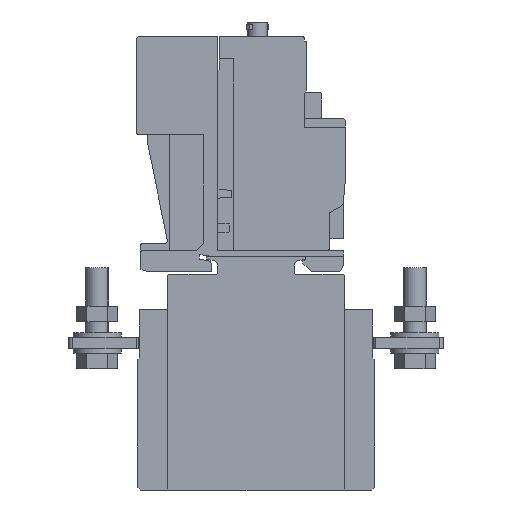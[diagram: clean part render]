
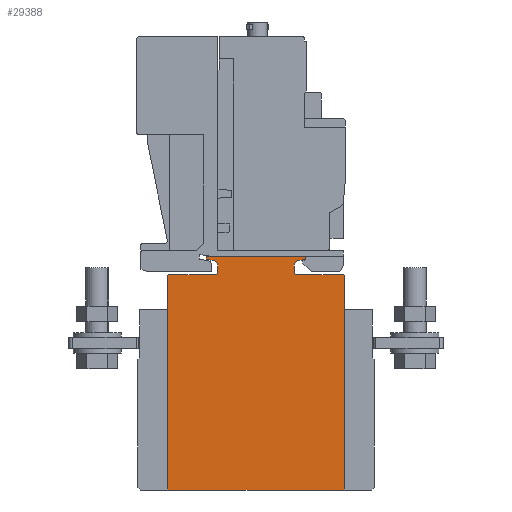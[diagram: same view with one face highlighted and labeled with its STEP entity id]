
A CAD part, left-side view. The second image highlights one B-rep face of the part: STEP entity #29388.
In plain terms, the highlighted planar face has unit normal (-1, 0, 0).
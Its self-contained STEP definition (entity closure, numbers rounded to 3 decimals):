
#27835=CARTESIAN_POINT('',(0.0,31.,0.0));
#27836=VERTEX_POINT('',#27835);
#27843=CARTESIAN_POINT('',(0.0,31.,75.5));
#27844=VERTEX_POINT('',#27843);
#27845=CARTESIAN_POINT('',(0.,31.,0.0));
#27846=DIRECTION('',(0.0,0.0,1.0));
#27847=VECTOR('',#27846,75.5);
#27848=LINE('',#27845,#27847);
#27849=EDGE_CURVE('',#27836,#27844,#27848,.T.);
#28706=CARTESIAN_POINT('',(0.0,-31.,75.5));
#28707=VERTEX_POINT('',#28706);
#28714=CARTESIAN_POINT('',(0.0,-31.,0.0));
#28715=VERTEX_POINT('',#28714);
#28716=CARTESIAN_POINT('',(0.,-31.,75.5));
#28717=DIRECTION('',(0.0,0.0,-1.0));
#28718=VECTOR('',#28717,75.5);
#28719=LINE('',#28716,#28718);
#28720=EDGE_CURVE('',#28707,#28715,#28719,.T.);
#28738=CARTESIAN_POINT('',(0.0,-31.,0.0));
#28739=DIRECTION('',(0.0,1.0,0.0));
#28740=VECTOR('',#28739,62.001);
#28741=LINE('',#28738,#28740);
#28742=EDGE_CURVE('',#28715,#27836,#28741,.T.);
#28784=CARTESIAN_POINT('',(0.0,30.7,75.8));
#28785=VERTEX_POINT('',#28784);
#28786=CARTESIAN_POINT('',(0.,31.,75.5));
#28787=DIRECTION('',(0.,-0.707,0.707));
#28788=VECTOR('',#28787,0.425);
#28789=LINE('',#28786,#28788);
#28790=EDGE_CURVE('',#27844,#28785,#28789,.T.);
#28815=CARTESIAN_POINT('',(0.0,13.999,75.8));
#28816=VERTEX_POINT('',#28815);
#28817=CARTESIAN_POINT('',(0.0,30.7,75.8));
#28818=DIRECTION('',(0.0,-1.0,0.0));
#28819=VECTOR('',#28818,16.7);
#28820=LINE('',#28817,#28819);
#28821=EDGE_CURVE('',#28785,#28816,#28820,.T.);
#28846=CARTESIAN_POINT('',(0.0,13.499,76.301));
#28847=VERTEX_POINT('',#28846);
#28848=CARTESIAN_POINT('',(0.,13.999,75.8));
#28849=DIRECTION('',(0.,-0.707,0.707));
#28850=VECTOR('',#28849,0.707);
#28851=LINE('',#28848,#28850);
#28852=EDGE_CURVE('',#28816,#28847,#28851,.T.);
#28877=CARTESIAN_POINT('',(0.0,13.499,79.236));
#28878=VERTEX_POINT('',#28877);
#28879=CARTESIAN_POINT('',(0.,13.499,76.301));
#28880=DIRECTION('',(0.0,0.0,1.0));
#28881=VECTOR('',#28880,2.935);
#28882=LINE('',#28879,#28881);
#28883=EDGE_CURVE('',#28847,#28878,#28882,.T.);
#28908=CARTESIAN_POINT('',(0.0,13.834,80.18));
#28909=VERTEX_POINT('',#28908);
#28910=CARTESIAN_POINT('',(0.,13.499,79.236));
#28911=DIRECTION('',(0.,0.334,0.943));
#28912=VECTOR('',#28911,1.002);
#28913=LINE('',#28910,#28912);
#28914=EDGE_CURVE('',#28878,#28909,#28913,.T.);
#28939=CARTESIAN_POINT('',(0.0,14.689,80.703));
#28940=VERTEX_POINT('',#28939);
#28941=CARTESIAN_POINT('',(0.,13.834,80.18));
#28942=DIRECTION('',(0.,0.853,0.522));
#28943=VECTOR('',#28942,1.002);
#28944=LINE('',#28941,#28943);
#28945=EDGE_CURVE('',#28909,#28940,#28944,.T.);
#28970=CARTESIAN_POINT('',(0.0,17.5,81.3));
#28971=VERTEX_POINT('',#28970);
#28972=CARTESIAN_POINT('',(0.,14.689,80.703));
#28973=DIRECTION('',(0.,0.978,0.208));
#28974=VECTOR('',#28973,2.874);
#28975=LINE('',#28972,#28974);
#28976=EDGE_CURVE('',#28940,#28971,#28975,.T.);
#29001=CARTESIAN_POINT('',(0.0,17.5,82.101));
#29002=VERTEX_POINT('',#29001);
#29003=CARTESIAN_POINT('',(0.,17.5,81.3));
#29004=DIRECTION('',(0.0,0.0,1.0));
#29005=VECTOR('',#29004,0.801);
#29006=LINE('',#29003,#29005);
#29007=EDGE_CURVE('',#28971,#29002,#29006,.T.);
#29032=CARTESIAN_POINT('',(0.0,17.303,82.301));
#29033=VERTEX_POINT('',#29032);
#29034=CARTESIAN_POINT('',(0.,17.5,82.101));
#29035=DIRECTION('',(0.,-0.702,0.712));
#29036=VECTOR('',#29035,0.281);
#29037=LINE('',#29034,#29036);
#29038=EDGE_CURVE('',#29002,#29033,#29037,.T.);
#29063=CARTESIAN_POINT('',(0.0,-17.3,82.301));
#29064=VERTEX_POINT('',#29063);
#29065=CARTESIAN_POINT('',(0.0,17.303,82.301));
#29066=DIRECTION('',(0.0,-1.0,0.0));
#29067=VECTOR('',#29066,34.603);
#29068=LINE('',#29065,#29067);
#29069=EDGE_CURVE('',#29033,#29064,#29068,.T.);
#29094=CARTESIAN_POINT('',(0.0,-17.5,82.101));
#29095=VERTEX_POINT('',#29094);
#29096=CARTESIAN_POINT('',(0.,-17.3,82.301));
#29097=DIRECTION('',(0.,-0.707,-0.707));
#29098=VECTOR('',#29097,0.283);
#29099=LINE('',#29096,#29098);
#29100=EDGE_CURVE('',#29064,#29095,#29099,.T.);
#29125=CARTESIAN_POINT('',(0.0,-17.5,81.3));
#29126=VERTEX_POINT('',#29125);
#29127=CARTESIAN_POINT('',(0.,-17.5,82.101));
#29128=DIRECTION('',(0.0,0.0,-1.0));
#29129=VECTOR('',#29128,0.801);
#29130=LINE('',#29127,#29129);
#29131=EDGE_CURVE('',#29095,#29126,#29130,.T.);
#29156=CARTESIAN_POINT('',(0.0,-14.689,80.703));
#29157=VERTEX_POINT('',#29156);
#29158=CARTESIAN_POINT('',(0.,-17.5,81.3));
#29159=DIRECTION('',(0.,0.978,-0.208));
#29160=VECTOR('',#29159,2.874);
#29161=LINE('',#29158,#29160);
#29162=EDGE_CURVE('',#29126,#29157,#29161,.T.);
#29187=CARTESIAN_POINT('',(0.0,-13.834,80.18));
#29188=VERTEX_POINT('',#29187);
#29189=CARTESIAN_POINT('',(0.,-14.689,80.703));
#29190=DIRECTION('',(0.,0.853,-0.522));
#29191=VECTOR('',#29190,1.002);
#29192=LINE('',#29189,#29191);
#29193=EDGE_CURVE('',#29157,#29188,#29192,.T.);
#29218=CARTESIAN_POINT('',(0.0,-13.499,79.236));
#29219=VERTEX_POINT('',#29218);
#29220=CARTESIAN_POINT('',(0.,-13.834,80.18));
#29221=DIRECTION('',(0.,0.334,-0.943));
#29222=VECTOR('',#29221,1.002);
#29223=LINE('',#29220,#29222);
#29224=EDGE_CURVE('',#29188,#29219,#29223,.T.);
#29249=CARTESIAN_POINT('',(0.0,-13.499,76.301));
#29250=VERTEX_POINT('',#29249);
#29251=CARTESIAN_POINT('',(0.,-13.499,79.236));
#29252=DIRECTION('',(0.0,0.0,-1.0));
#29253=VECTOR('',#29252,2.935);
#29254=LINE('',#29251,#29253);
#29255=EDGE_CURVE('',#29219,#29250,#29254,.T.);
#29280=CARTESIAN_POINT('',(0.0,-13.999,75.8));
#29281=VERTEX_POINT('',#29280);
#29282=CARTESIAN_POINT('',(0.,-13.499,76.301));
#29283=DIRECTION('',(0.,-0.707,-0.707));
#29284=VECTOR('',#29283,0.707);
#29285=LINE('',#29282,#29284);
#29286=EDGE_CURVE('',#29250,#29281,#29285,.T.);
#29311=CARTESIAN_POINT('',(0.0,-30.7,75.8));
#29312=VERTEX_POINT('',#29311);
#29313=CARTESIAN_POINT('',(0.0,-13.999,75.8));
#29314=DIRECTION('',(0.0,-1.0,0.0));
#29315=VECTOR('',#29314,16.7);
#29316=LINE('',#29313,#29315);
#29317=EDGE_CURVE('',#29281,#29312,#29316,.T.);
#29342=CARTESIAN_POINT('',(0.,-30.7,75.8));
#29343=DIRECTION('',(0.,-0.707,-0.707));
#29344=VECTOR('',#29343,0.425);
#29345=LINE('',#29342,#29344);
#29346=EDGE_CURVE('',#29312,#28707,#29345,.T.);
#29359=CARTESIAN_POINT('',(0.0,0.,42.091));
#29360=DIRECTION('',(-1.0,0.0,0.0));
#29361=DIRECTION('',(0.0,0.0,1.0));
#29362=AXIS2_PLACEMENT_3D('',#29359,#29360,#29361);
#29363=PLANE('',#29362);
#29364=ORIENTED_EDGE('',*,*,#28720,.F.);
#29365=ORIENTED_EDGE('',*,*,#29346,.F.);
#29366=ORIENTED_EDGE('',*,*,#29317,.F.);
#29367=ORIENTED_EDGE('',*,*,#29286,.F.);
#29368=ORIENTED_EDGE('',*,*,#29255,.F.);
#29369=ORIENTED_EDGE('',*,*,#29224,.F.);
#29370=ORIENTED_EDGE('',*,*,#29193,.F.);
#29371=ORIENTED_EDGE('',*,*,#29162,.F.);
#29372=ORIENTED_EDGE('',*,*,#29131,.F.);
#29373=ORIENTED_EDGE('',*,*,#29100,.F.);
#29374=ORIENTED_EDGE('',*,*,#29069,.F.);
#29375=ORIENTED_EDGE('',*,*,#29038,.F.);
#29376=ORIENTED_EDGE('',*,*,#29007,.F.);
#29377=ORIENTED_EDGE('',*,*,#28976,.F.);
#29378=ORIENTED_EDGE('',*,*,#28945,.F.);
#29379=ORIENTED_EDGE('',*,*,#28914,.F.);
#29380=ORIENTED_EDGE('',*,*,#28883,.F.);
#29381=ORIENTED_EDGE('',*,*,#28852,.F.);
#29382=ORIENTED_EDGE('',*,*,#28821,.F.);
#29383=ORIENTED_EDGE('',*,*,#28790,.F.);
#29384=ORIENTED_EDGE('',*,*,#27849,.F.);
#29385=ORIENTED_EDGE('',*,*,#28742,.F.);
#29386=EDGE_LOOP('',(#29364,#29365,#29366,#29367,#29368,#29369,#29370,#29371,#29372,#29373,#29374,#29375,#29376,#29377,#29378,#29379,#29380,#29381,#29382,#29383,#29384,#29385));
#29387=FACE_OUTER_BOUND('',#29386,.T.);
#29388=ADVANCED_FACE('',(#29387),#29363,.T.);
